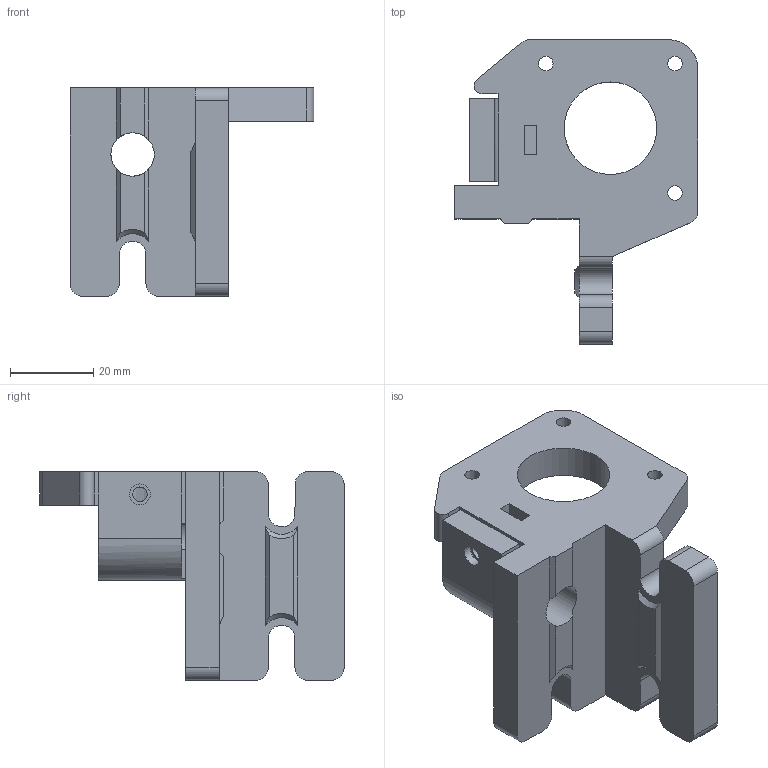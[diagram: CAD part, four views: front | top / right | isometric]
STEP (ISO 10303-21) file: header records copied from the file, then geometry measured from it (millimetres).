
FILE_DESCRIPTION(/* description */ (''),/* implementation_level */ '2;1');
FILE_NAME(/* name */ 'XY Stepper Mount Left (veraltet) v4.step',/* time_stamp */ '2020-10-20T11:50:00+02:00',/* author */ (''),/* organization */ (''),/* preprocessor_version */ 'ST-DEVELOPER v18.1',/* originating_system */ 'Autodesk Translation Framework v9.3.0.1241',/* authorisation */ '');
FILE_SCHEMA (('AUTOMOTIVE_DESIGN { 1 0 10303 214 3 1 1 }'));
Length unit declared in the file: millimetre
Products named in the file (3): XY Stepper Mount Left (veraltet); Komponente1(Spiegeln); XY Stepper Mount Right
Assembly tree (2 placements, depth 3):
  XY Stepper Mount Left (veraltet)
    Komponente1(Spiegeln)
      XY Stepper Mount Right
Bounding box: 58.5 x 73 x 50 mm (x, y, z)
Volume: 43135.6 mm3; surface area: 16137.4 mm2
Topology: 1 solids, 1 shells, 82 faces, 235 edges, 156 vertices
Faces by surface type: plane 49, cylinder 30, cone 3
Full cylindrical faces by diameter (mm): 3.5 x6, 5 x1, 6.5 x1, 10.4 x1, 22.2 x1
Entity records: 2831 total; most frequent: CARTESIAN_POINT 523, DIRECTION 480, ORIENTED_EDGE 470, EDGE_CURVE 235, AXIS2_PLACEMENT_3D 165, VERTEX_POINT 156, LINE 150, VECTOR 150
